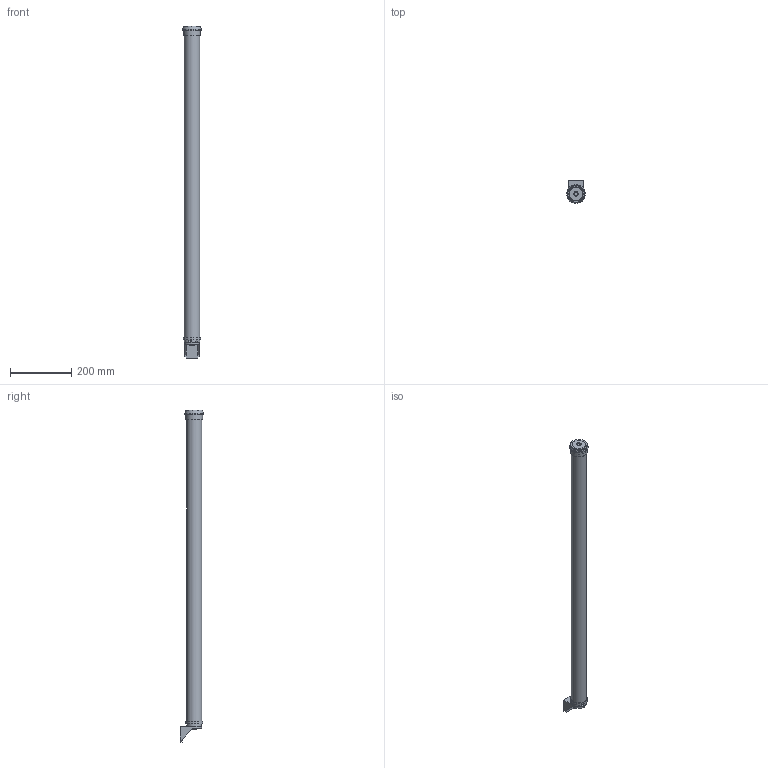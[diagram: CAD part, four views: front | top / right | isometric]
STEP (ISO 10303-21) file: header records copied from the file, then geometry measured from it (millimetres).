
FILE_DESCRIPTION(/* description */ (''),/* implementation_level */ '2;1');
FILE_NAME(/* name */ 'LED-tube v21.step',/* time_stamp */ '2022-10-05T23:01:43+02:00',/* author */ (''),/* organization */ (''),/* preprocessor_version */ 'ST-DEVELOPER v19',/* originating_system */ 'Autodesk Translation Framework v11.7.0.108',/* authorisation */ '');
FILE_SCHEMA (('AUTOMOTIVE_DESIGN { 1 0 10303 214 3 1 1 }'));
Length unit declared in the file: millimetre
Products named in the file (7): LED-tube; Pipe 50mm OD clear; Copper tube core Ø15mm; LEDS_3_per_100mm; Plug_clamp; Mount_core; Top_cap_slim
Assembly tree (11 placements, depth 2):
  LED-tube
    Pipe 50mm OD clear
    LEDS_3_per_100mm  x5
    Copper tube core Ø15mm
    Plug_clamp  x2
    Mount_core
    Top_cap_slim
Bounding box: 61.38 x 75.69 x 1080 mm (x, y, z)
Volume: 558852.5 mm3; surface area: 549935.9 mm2
Topology: 162 solids, 162 shells, 1665 faces, 3550 edges, 2195 vertices
Faces by surface type: plane 1053, bspline 222, cylinder 218, torus 114, sphere 52, cone 6
Full cylindrical faces by diameter (mm): 4.2 x2, 5 x5, 5.5 x2, 8 x2, 12 x1, 15 x1, 20 x1, 45 x1, 45.183 x1, 50 x2, 51.183 x1, 54.183 x1, 56 x1, 58.183 x1, 61.375 x1
Entity records: 27689 total; most frequent: CARTESIAN_POINT 11225, ORIENTED_EDGE 3410, DIRECTION 3251, EDGE_CURVE 1705, AXIS2_PLACEMENT_3D 1294, VERTEX_POINT 1008, EDGE_LOOP 799, FACE_OUTER_BOUND 757
